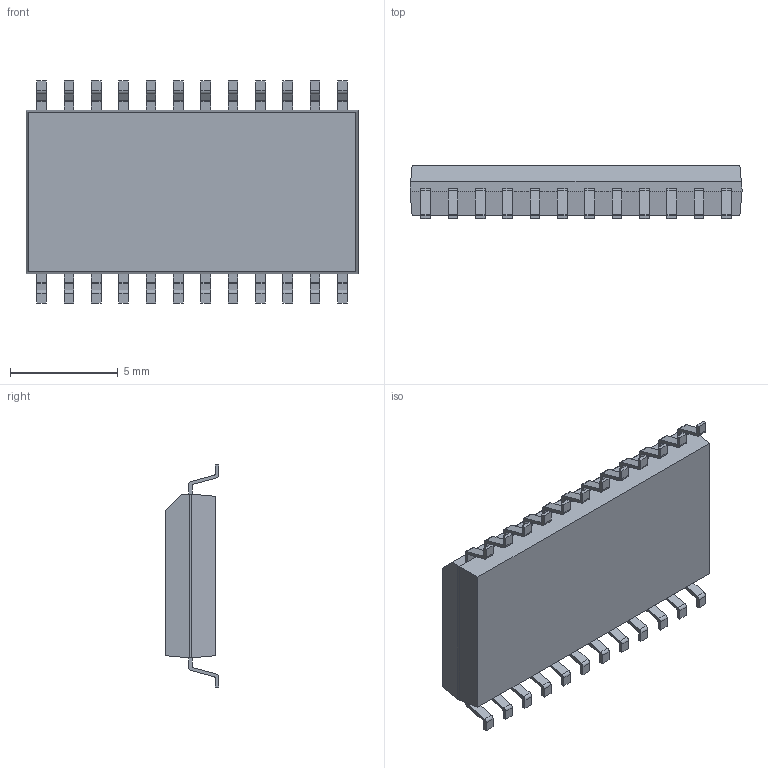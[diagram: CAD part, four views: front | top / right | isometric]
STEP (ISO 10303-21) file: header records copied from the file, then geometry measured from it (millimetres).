
FILE_DESCRIPTION (( 'STEP AP214' ), '1' );
FILE_NAME ('User Library-SO-24W.STEP', '2016-09-19T18:02:51', ( 'Windows User' ), ( '' ), 'SwSTEP 2.0', 'SolidWorks 2016', '' );
FILE_SCHEMA (( 'AUTOMOTIVE_DESIGN' ));
Length unit declared in the file: millimetre
Products named in the file (4): User Library-SO-24W; User Library-SO-24W__X2_041A043E0440043F04430441_X0_; User Library-SO-24W__X2_041C04350442043A0430_X0_; User Library-SO-24W__X2_041D043E0436043A0430_X0_
Assembly tree (14 placements, depth 2):
  User Library-SO-24W
    User Library-SO-24W__X2_041A043E0440043F04430441_X0_
    User Library-SO-24W__X2_041C04350442043A0430_X0_
    User Library-SO-24W__X2_041D043E0436043A0430_X0_  x12
Bounding box: 15.41 x 2.48 x 10.31 mm (x, y, z)
Volume: 268.2 mm3; surface area: 400.9 mm2
Topology: 26 solids, 26 shells, 357 faces, 906 edges, 602 vertices
Faces by surface type: plane 257, cylinder 100
Entity records: 2174 total; most frequent: DIRECTION 270, CARTESIAN_POINT 254, ORIENTED_EDGE 228, EDGE_CURVE 114, LINE 90, VECTOR 90, AXIS2_PLACEMENT_3D 90, VERTEX_POINT 74
